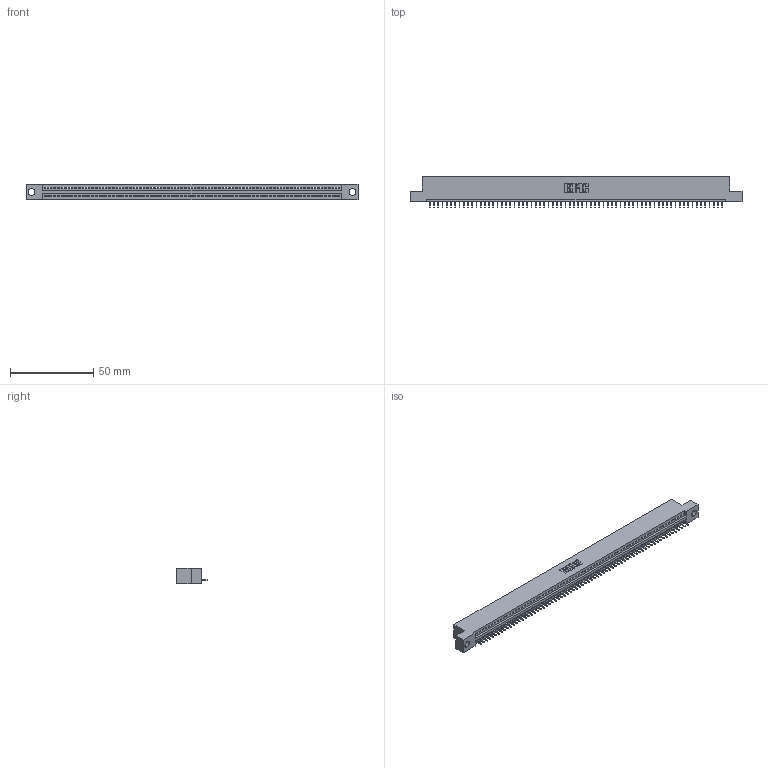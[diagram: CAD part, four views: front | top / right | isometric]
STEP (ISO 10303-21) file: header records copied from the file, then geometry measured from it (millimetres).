
FILE_DESCRIPTION (( 'STEP AP203' ), '1' );
FILE_NAME ('345-070-525-104.STEP', '2020-09-21T07:12:11', ( '' ), ( '' ), 'SwSTEP 2.0', 'SolidWorks 2020', '' );
FILE_SCHEMA (( 'CONFIG_CONTROL_DESIGN' ));
Length unit declared in the file: inch
Products named in the file (3): 345 Part_Flush Mounting Lugs - 0.156 Dia-TH; 345-070-525-104; 345-292-001_345-293-125
Assembly tree (71 placements, depth 2):
  345-070-525-104
    345 Part_Flush Mounting Lugs - 0.156 Dia-TH
    345-292-001_345-293-125  x70
Bounding box: 199.01 x 18.72 x 9.4 mm (x, y, z)
Volume: 18757.8 mm3; surface area: 24163.6 mm2
Topology: 71 solids, 71 shells, 4466 faces, 12941 edges, 8346 vertices
Faces by surface type: plane 3300, cylinder 1166
Entity records: 48991 total; most frequent: ORIENTED_EDGE 8494, CARTESIAN_POINT 8490, DIRECTION 7375, EDGE_CURVE 4247, VECTOR 3839, LINE 3839, VERTEX_POINT 2826, AXIS2_PLACEMENT_3D 1768
